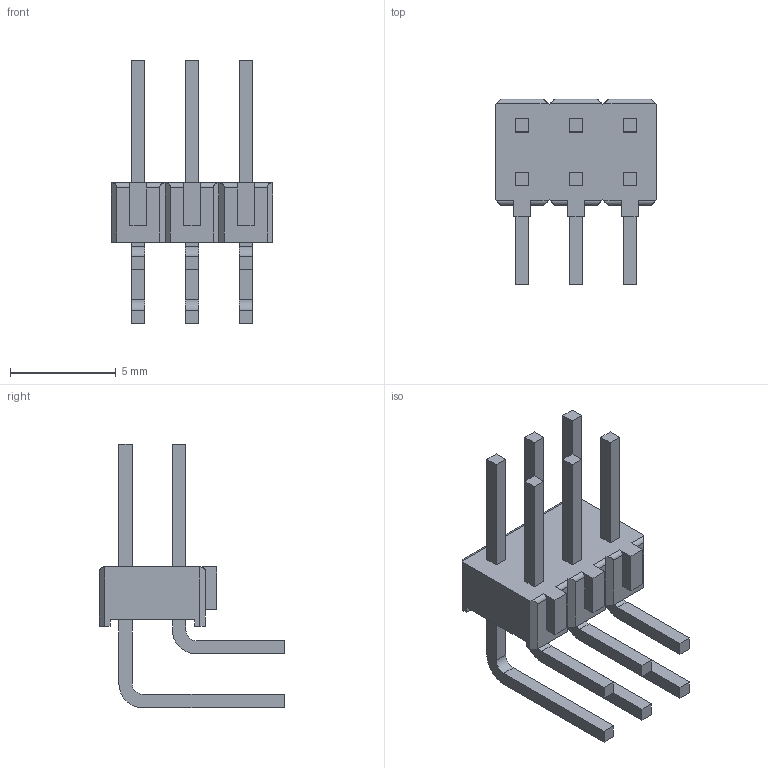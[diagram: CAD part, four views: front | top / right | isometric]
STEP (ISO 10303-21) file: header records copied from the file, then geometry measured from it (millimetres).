
FILE_DESCRIPTION(('STEP AP214'),'1');
FILE_NAME(' ',' ',('TraceParts'),('TraceParts S.A.'),'XStep 1.0',' ',' ');
FILE_SCHEMA(('automotive_design'));
Length unit declared in the file: millimetre
Products named in the file (1): C-826662-3
Bounding box: 7.62 x 8.75 x 12.46 mm (x, y, z)
Volume: 133 mm3; surface area: 373.1 mm2
Topology: 1 solids, 1 shells, 131 faces, 351 edges, 234 vertices
Faces by surface type: plane 110, cylinder 21
Entity records: 4098 total; most frequent: CARTESIAN_POINT 789, ORIENTED_EDGE 702, DIRECTION 633, EDGE_CURVE 351, LINE 309, VECTOR 309, VERTEX_POINT 234, AXIS2_PLACEMENT_3D 162
